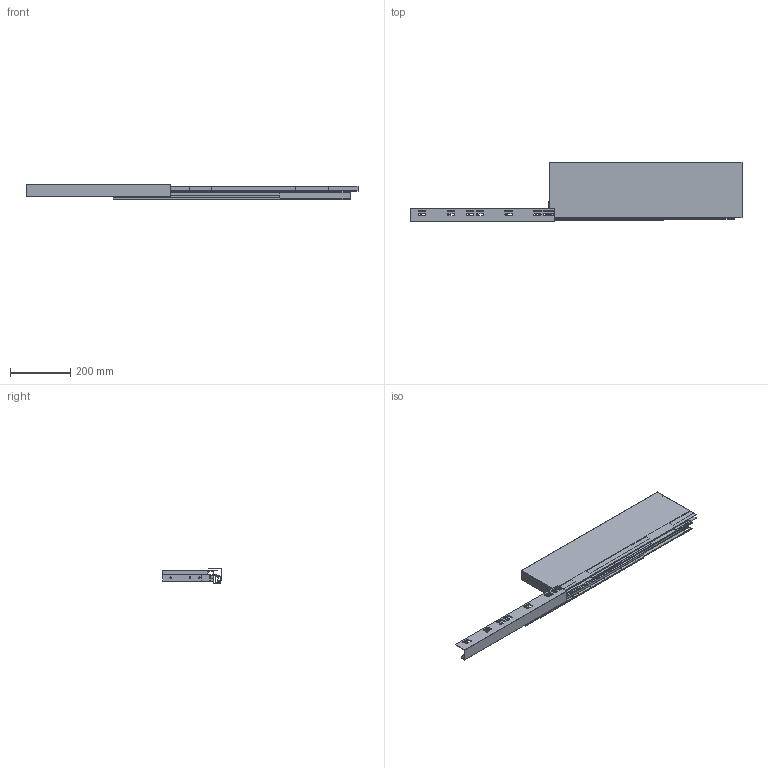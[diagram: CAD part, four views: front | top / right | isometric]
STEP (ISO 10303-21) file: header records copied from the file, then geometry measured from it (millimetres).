
FILE_DESCRIPTION (( 'STEP AP214' ), '1' );
FILE_NAME ('F000204,F000238-CLOSED_LEFT_3D.step', '2022-10-10T14:41:44', ( '' ), ( '' ), 'SwSTEP 2.0', 'SolidWorks 2020', '' );
FILE_SCHEMA (( 'AUTOMOTIVE_DESIGN' ));
Length unit declared in the file: millimetre
Products named in the file (6): RiexTrack-650_OPEN_LEFT_3D; NU70,NU80-650-STREDNI; RiexTrack Bocnice-650-H185-LEVA; NU70,NU80-650-VNITRNI_LEVY; F000204,F000238-CLOSED_LEFT_3D; RiexTrack-650-VNEJSI-LEVY
Assembly tree (5 placements, depth 3):
  F000204,F000238-CLOSED_LEFT_3D
    RiexTrack-650_OPEN_LEFT_3D
      RiexTrack-650-VNEJSI-LEVY
      NU70,NU80-650-STREDNI
      NU70,NU80-650-VNITRNI_LEVY
    RiexTrack Bocnice-650-H185-LEVA
Bounding box: 1104.5 x 198.5 x 51.7 mm (x, y, z)
Volume: 379540.1 mm3; surface area: 765054.3 mm2
Topology: 8 solids, 8 shells, 350 faces, 909 edges, 576 vertices
Faces by surface type: plane 158, cylinder 110, cone 82
Entity records: 11109 total; most frequent: DIRECTION 1935, CARTESIAN_POINT 1844, ORIENTED_EDGE 1818, EDGE_CURVE 909, AXIS2_PLACEMENT_3D 667, VECTOR 601, LINE 601, VERTEX_POINT 576
